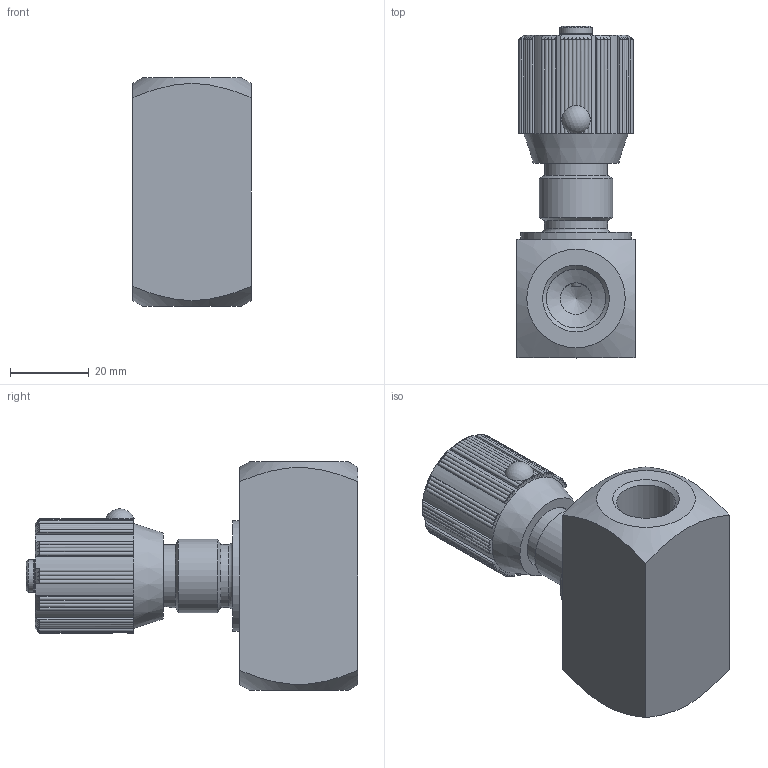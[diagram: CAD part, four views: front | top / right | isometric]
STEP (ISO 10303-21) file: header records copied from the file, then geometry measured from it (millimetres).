
FILE_DESCRIPTION(/* description */ (''),/* implementation_level */ '2;1');
FILE_NAME(/* name */ 'RDV3_8.stp',/* time_stamp */ '2018-01-18T08:03:03+01:00',/* author */ ('tb'),/* organization */ (''),/* preprocessor_version */ 'ST-DEVELOPER v17',/* originating_system */ 'Autodesk Inventor 2018',/* authorisation */ '');
FILE_SCHEMA (('AUTOMOTIVE_DESIGN { 1 0 10303 214 3 1 1 }'));
Length unit declared in the file: millimetre
Products named in the file (1): RDV3_8
Bounding box: 30 x 84.2 x 58 mm (x, y, z)
Volume: 64235 mm3; surface area: 22141.1 mm2
Topology: 1 solids, 3 shells, 360 faces, 954 edges, 610 vertices
Faces by surface type: plane 163, cylinder 131, cone 60, torus 5, sphere 1
Full cylindrical faces by diameter (mm): 3 x1, 4 x1, 4.134 x1, 5 x2, 8 x1, 8.25 x2, 8.917 x2, 10 x1, 13.5 x1, 14.95 x2, 15.035 x2, 16 x3, 17.1 x1, 18.6 x1, 22.8 x1, 23 x1, 28 x1, 29 x1
Entity records: 13209 total; most frequent: CARTESIAN_POINT 4073, ORIENTED_EDGE 1906, DIRECTION 1823, EDGE_CURVE 953, AXIS2_PLACEMENT_3D 714, VERTEX_POINT 610, EDGE_LOOP 395, LINE 395
